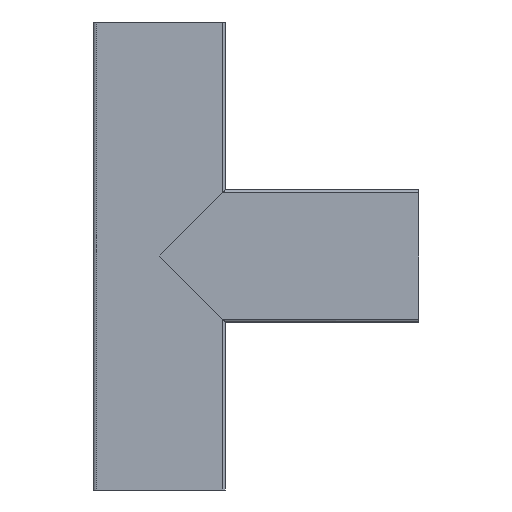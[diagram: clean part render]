
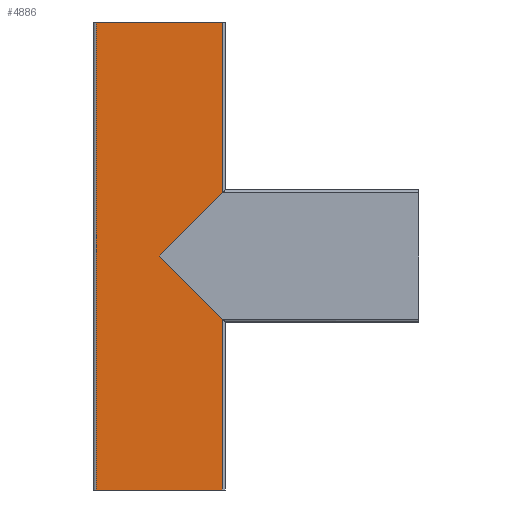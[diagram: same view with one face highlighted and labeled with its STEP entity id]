
A CAD part, front view. The second image highlights one B-rep face of the part: STEP entity #4886.
In plain terms, the highlighted planar face has unit normal (0, -1, 0).
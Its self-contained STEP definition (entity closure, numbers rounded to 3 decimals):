
#143 = CARTESIAN_POINT ( 'NONE',  ( 62., -70., 0. ) ) ;
#253 = EDGE_CURVE ( 'NONE', #4548, #2661, #1756, .T. ) ;
#260 = ORIENTED_EDGE ( 'NONE', *, *, #3717, .F. ) ;
#387 = DIRECTION ( 'NONE',  ( 0., 0., -1. ) ) ;
#411 = DIRECTION ( 'NONE',  ( 0.707, 0., 0.707 ) ) ;
#453 = LINE ( 'NONE', #1548, #4428 ) ;
#480 = CARTESIAN_POINT ( 'NONE',  ( 62., -70., 460. ) ) ;
#521 = LINE ( 'NONE', #839, #646 ) ;
#573 = CARTESIAN_POINT ( 'NONE',  ( -62., -70., 460. ) ) ;
#646 = VECTOR ( 'NONE', #411, 1000. ) ;
#666 = DIRECTION ( 'NONE',  ( 1., 0., 0. ) ) ;
#728 = VERTEX_POINT ( 'NONE', #1897 ) ;
#839 = CARTESIAN_POINT ( 'NONE',  ( 0., -70., 230. ) ) ;
#895 = CARTESIAN_POINT ( 'NONE',  ( -62., -70., 460. ) ) ;
#1219 = DIRECTION ( 'NONE',  ( -0.707, 0., 0.707 ) ) ;
#1264 = ORIENTED_EDGE ( 'NONE', *, *, #3555, .T. ) ;
#1286 = FACE_OUTER_BOUND ( 'NONE', #1507, .T. ) ;
#1296 = CARTESIAN_POINT ( 'NONE',  ( -62., -70., 0. ) ) ;
#1343 = VERTEX_POINT ( 'NONE', #2825 ) ;
#1372 = VECTOR ( 'NONE', #2567, 1000. ) ;
#1376 = ORIENTED_EDGE ( 'NONE', *, *, #1760, .T. ) ;
#1482 = LINE ( 'NONE', #1891, #1594 ) ;
#1507 = EDGE_LOOP ( 'NONE', ( #260, #1517, #1264, #1913, #1976, #3317, #1376 ) ) ;
#1517 = ORIENTED_EDGE ( 'NONE', *, *, #2010, .T. ) ;
#1548 = CARTESIAN_POINT ( 'NONE',  ( 65., -70., 165. ) ) ;
#1594 = VECTOR ( 'NONE', #387, 1000. ) ;
#1746 = DIRECTION ( 'NONE',  ( 0., 0., -1. ) ) ;
#1756 = LINE ( 'NONE', #3129, #3553 ) ;
#1760 = EDGE_CURVE ( 'NONE', #4303, #2309, #3293, .T. ) ;
#1891 = CARTESIAN_POINT ( 'NONE',  ( 62., -70., 460. ) ) ;
#1897 = CARTESIAN_POINT ( 'NONE',  ( 62., -70., 292. ) ) ;
#1898 = LINE ( 'NONE', #2758, #4558 ) ;
#1913 = ORIENTED_EDGE ( 'NONE', *, *, #4474, .F. ) ;
#1943 = VECTOR ( 'NONE', #1746, 1000. ) ;
#1976 = ORIENTED_EDGE ( 'NONE', *, *, #253, .F. ) ;
#2010 = EDGE_CURVE ( 'NONE', #1343, #3310, #453, .T. ) ;
#2309 = VERTEX_POINT ( 'NONE', #143 ) ;
#2497 = CARTESIAN_POINT ( 'NONE',  ( -62., -70., 460. ) ) ;
#2567 = DIRECTION ( 'NONE',  ( 1., 0., 0. ) ) ;
#2584 = CARTESIAN_POINT ( 'NONE',  ( -62., -70., 0. ) ) ;
#2661 = VERTEX_POINT ( 'NONE', #480 ) ;
#2758 = CARTESIAN_POINT ( 'NONE',  ( 62., -70., 460. ) ) ;
#2825 = CARTESIAN_POINT ( 'NONE',  ( 62., -70., 168. ) ) ;
#2960 = CARTESIAN_POINT ( 'NONE',  ( 0., -70., 230. ) ) ;
#3129 = CARTESIAN_POINT ( 'NONE',  ( -62., -70., 460. ) ) ;
#3293 = LINE ( 'NONE', #2584, #1372 ) ;
#3310 = VERTEX_POINT ( 'NONE', #2960 ) ;
#3317 = ORIENTED_EDGE ( 'NONE', *, *, #4774, .T. ) ;
#3553 = VECTOR ( 'NONE', #666, 1000. ) ;
#3555 = EDGE_CURVE ( 'NONE', #3310, #728, #521, .T. ) ;
#3621 = DIRECTION ( 'NONE',  ( 0., 0., 1. ) ) ;
#3717 = EDGE_CURVE ( 'NONE', #1343, #2309, #1898, .T. ) ;
#4003 = LINE ( 'NONE', #2497, #1943 ) ;
#4025 = DIRECTION ( 'NONE',  ( 0., 1., 0. ) ) ;
#4303 = VERTEX_POINT ( 'NONE', #1296 ) ;
#4403 = PLANE ( 'NONE',  #4953 ) ;
#4428 = VECTOR ( 'NONE', #1219, 1000. ) ;
#4474 = EDGE_CURVE ( 'NONE', #2661, #728, #1482, .T. ) ;
#4548 = VERTEX_POINT ( 'NONE', #895 ) ;
#4558 = VECTOR ( 'NONE', #4698, 1000. ) ;
#4698 = DIRECTION ( 'NONE',  ( 0., 0., -1. ) ) ;
#4774 = EDGE_CURVE ( 'NONE', #4548, #4303, #4003, .T. ) ;
#4886 = ADVANCED_FACE ( 'NONE', ( #1286 ), #4403, .F. ) ;
#4953 = AXIS2_PLACEMENT_3D ( 'NONE', #573, #4025, #3621 ) ;
